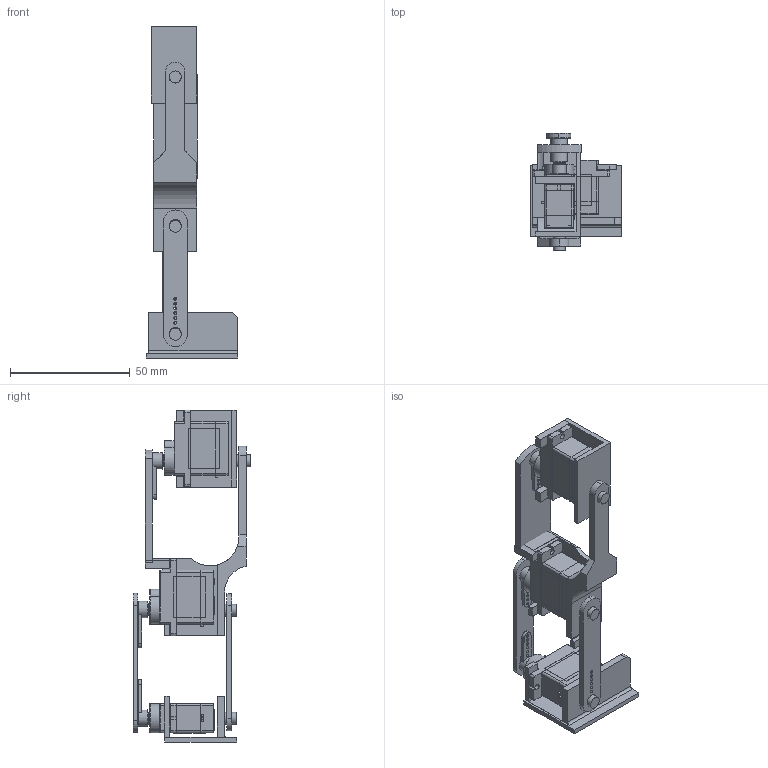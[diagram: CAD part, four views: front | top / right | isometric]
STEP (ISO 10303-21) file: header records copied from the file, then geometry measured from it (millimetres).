
FILE_DESCRIPTION(('HOOPS Exchange Step'),'2;1');
FILE_NAME('temp_export','2024-12-05T01:26:00-06:00',('traise'),('Shapr3D Limited'),'HOOPS Exchange 2024.2','Shapr3D','Authorized');
FILE_SCHEMA( ('AP242_MANAGED_MODEL_BASED_3D_ENGINEERING_MIM_LF {1 0 10303 442 1 1 4 }') );
Length unit declared in the file: millimetre
Products named in the file (5): SG90 - Micro Servo 9g - Tower Pro.2.SLDPRT; Left Foot Servo; Left Knee Servo; Left Hip Servo; root
Assembly tree (4 placements, depth 2):
  root
    SG90 - Micro Servo 9g - Tower Pro.2.SLDPRT
    Left Foot Servo
    Left Knee Servo
    Left Hip Servo
Bounding box: 38 x 49.2 x 138.5 mm (x, y, z)
Volume: 40340.6 mm3; surface area: 34096 mm2
Topology: 48 solids, 48 shells, 2714 faces, 7561 edges, 5023 vertices
Faces by surface type: plane 1734, cylinder 788, torus 98, bspline 54, cone 19, extrusion 15, sphere 6
Full cylindrical faces by diameter (mm): 0.2 x3, 0.5 x3, 1 x9, 1.2 x36, 1.6 x6, 1.8 x12, 2 x24, 2.1 x3, 3.1 x3, 4.6 x3, 5 x9, 6.9 x3
Entity records: 91859 total; most frequent: CARTESIAN_POINT 21041, ORIENTED_EDGE 15110, DIRECTION 14294, EDGE_CURVE 7555, VECTOR 5026, VERTEX_POINT 5023, LINE 5011, AXIS2_PLACEMENT_3D 4634
